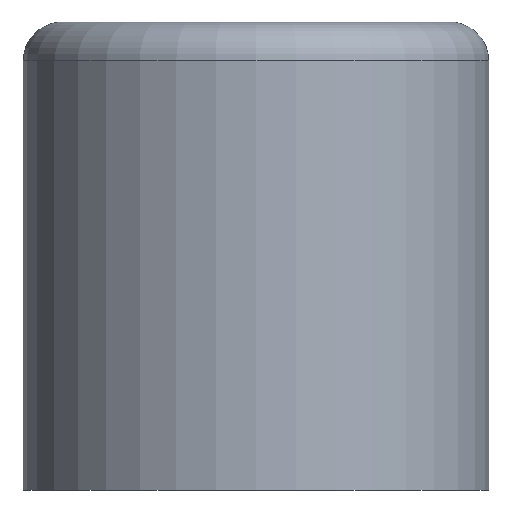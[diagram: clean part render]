
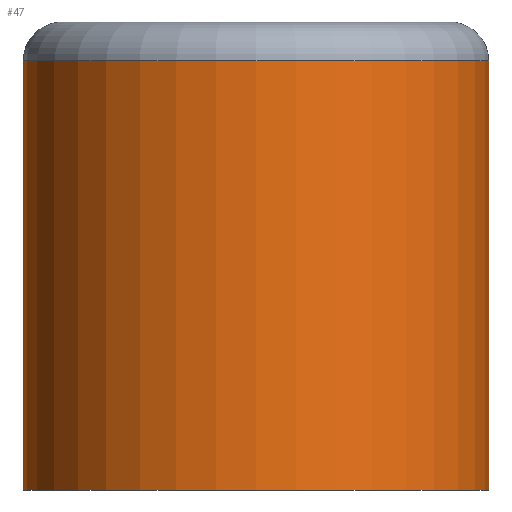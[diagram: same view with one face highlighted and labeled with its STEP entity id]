
A CAD part, front view. The second image highlights one B-rep face of the part: STEP entity #47.
In plain terms, the highlighted cylindrical face has radius 4.737 mm (diameter 9.474 mm), a full revolution.
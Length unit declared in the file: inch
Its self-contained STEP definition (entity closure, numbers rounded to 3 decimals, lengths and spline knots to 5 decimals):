
#17=CYLINDRICAL_SURFACE('',#55,0.1865);
#19=FACE_BOUND('',#27,.T.);
#21=FACE_OUTER_BOUND('',#26,.T.);
#26=EDGE_LOOP('',(#41));
#27=EDGE_LOOP('',(#42));
#30=CIRCLE('',#53,0.1865);
#32=CIRCLE('',#56,0.1865);
#33=VERTEX_POINT('',#77);
#35=VERTEX_POINT('',#82);
#36=EDGE_CURVE('',#33,#33,#30,.T.);
#38=EDGE_CURVE('',#35,#35,#32,.T.);
#41=ORIENTED_EDGE('',*,*,#38,.F.);
#42=ORIENTED_EDGE('',*,*,#36,.F.);
#47=ADVANCED_FACE('',(#21,#19),#17,.T.);
#53=AXIS2_PLACEMENT_3D('',#78,#63,#64);
#55=AXIS2_PLACEMENT_3D('',#81,#67,#68);
#56=AXIS2_PLACEMENT_3D('',#83,#69,#70);
#63=DIRECTION('center_axis',(0.,0.,1.));
#64=DIRECTION('ref_axis',(-1.,0.,0.));
#67=DIRECTION('center_axis',(0.,0.,1.));
#68=DIRECTION('ref_axis',(-1.,0.,0.));
#69=DIRECTION('center_axis',(0.,0.,-1.));
#70=DIRECTION('ref_axis',(-1.,0.,0.));
#77=CARTESIAN_POINT('',(0.1865,0.,0.34375));
#78=CARTESIAN_POINT('Origin',(0.,0.,0.34375));
#81=CARTESIAN_POINT('Origin',(0.,0.,0.));
#82=CARTESIAN_POINT('',(0.1865,0.,0.));
#83=CARTESIAN_POINT('Origin',(0.,0.,0.));
